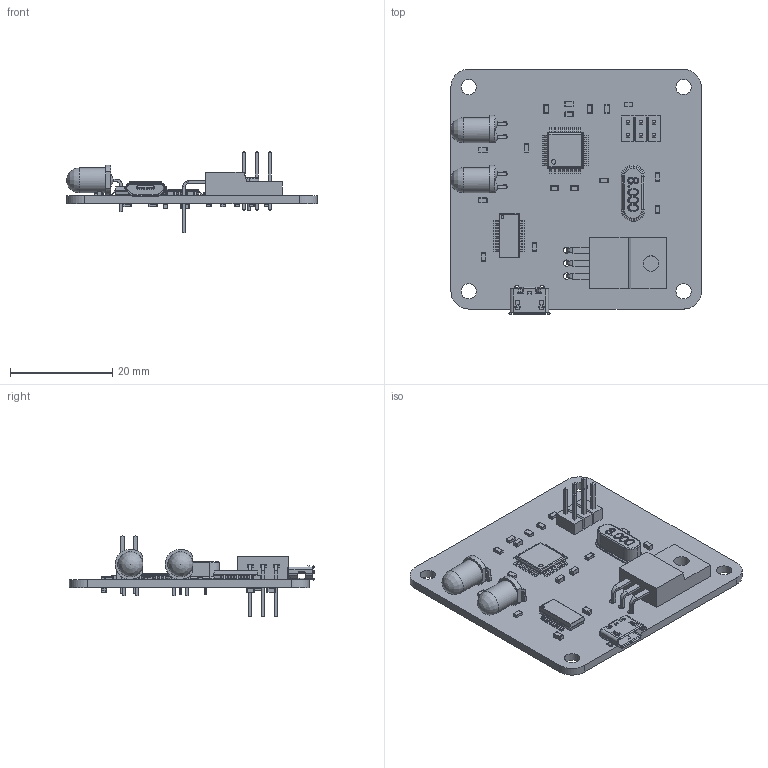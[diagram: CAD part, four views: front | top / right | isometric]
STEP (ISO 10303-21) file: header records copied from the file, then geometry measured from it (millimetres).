
FILE_DESCRIPTION(('Open CASCADE Model'),'2;1');
FILE_NAME('Open CASCADE Shape Model','2023-09-06T20:57:59',('Author'),( 'Open CASCADE'),'Open CASCADE STEP processor 7.5','Open CASCADE 7.5' ,'Unknown');
FILE_SCHEMA(('AUTOMOTIVE_DESIGN { 1 0 10303 214 1 1 1 1 }'));
Length unit declared in the file: millimetre
Products named in the file (101): PCB; Board; Open CASCADE STEP translator 7.5 1.1.1; R17; 6208111376; Terminal; Open CASCADE STEP translator 7.5 1.1.2; Mid Body; Open CASCADE STEP translator 7.5 1.2.1; R16; R15; R14; 6208107136; R13; C11; 6208106496; Open CASCADE STEP translator 7.5 2.1.1; Open CASCADE STEP translator 7.5 2.1.2; Open CASCADE STEP translator 7.5 2.2.1; R12; J4; 105017-0001; U3; ATMEGA328-AU; Body; PinsArrayLR; PinsArrayTB; U2; FT231XS-U; U1; 7805ISO_90; R11; 6208109056; R10; R9; R8; R7; R6; R5; R4 ...
Assembly tree (118 placements, depth 5):
  PCB
    Board
      Open CASCADE STEP translator 7.5 1.1.1
    R17
      6208111376
        Terminal
          Open CASCADE STEP translator 7.5 1.1.1
          Open CASCADE STEP translator 7.5 1.1.2
        Mid Body
          Open CASCADE STEP translator 7.5 1.2.1
    R16
      6208111376
        Terminal
          Open CASCADE STEP translator 7.5 1.1.1
          Open CASCADE STEP translator 7.5 1.1.2
        Mid Body
          Open CASCADE STEP translator 7.5 1.2.1
    R15
      6208111376
        Terminal
          Open CASCADE STEP translator 7.5 1.1.1
          Open CASCADE STEP translator 7.5 1.1.2
        Mid Body
          Open CASCADE STEP translator 7.5 1.2.1
    R14
      6208107136
        Terminal
          Open CASCADE STEP translator 7.5 1.1.1
          Open CASCADE STEP translator 7.5 1.1.2
        Mid Body
          Open CASCADE STEP translator 7.5 1.2.1
    R13
      6208107136
        Terminal
          Open CASCADE STEP translator 7.5 1.1.1
          Open CASCADE STEP translator 7.5 1.1.2
        Mid Body
          Open CASCADE STEP translator 7.5 1.2.1
    C11
      6208106496
        Terminal
          Open CASCADE STEP translator 7.5 2.1.1
          Open CASCADE STEP translator 7.5 2.1.2
        Mid Body
          Open CASCADE STEP translator 7.5 2.2.1
    R12
      6208111376
        Terminal
          Open CASCADE STEP translator 7.5 1.1.1
          Open CASCADE STEP translator 7.5 1.1.2
        Mid Body
          Open CASCADE STEP translator 7.5 1.2.1
    J4
      105017-0001
    U3
      ATMEGA328-AU
        Body
        PinsArrayLR
        PinsArrayTB
    U2
Bounding box: 49.18 x 48.12 x 15.95 mm (x, y, z)
Volume: 4634.9 mm3; surface area: 7312.2 mm2
Topology: 144 solids, 150 shells, 2735 faces, 6740 edges, 4080 vertices
Faces by surface type: plane 1519, cylinder 880, sphere 212, bspline 112, torus 12
Full cylindrical faces by diameter (mm): 0.487 x1, 0.762 x6, 0.85 x2, 0.875 x1, 1.1 x6, 1.24 x3, 3 x5
Entity records: 65855 total; most frequent: CARTESIAN_POINT 17075, ORIENTED_EDGE 9568, DIRECTION 9337, EDGE_CURVE 4802, LINE 3429, VECTOR 3429, VERTEX_POINT 3072, AXIS2_PLACEMENT_3D 2954
